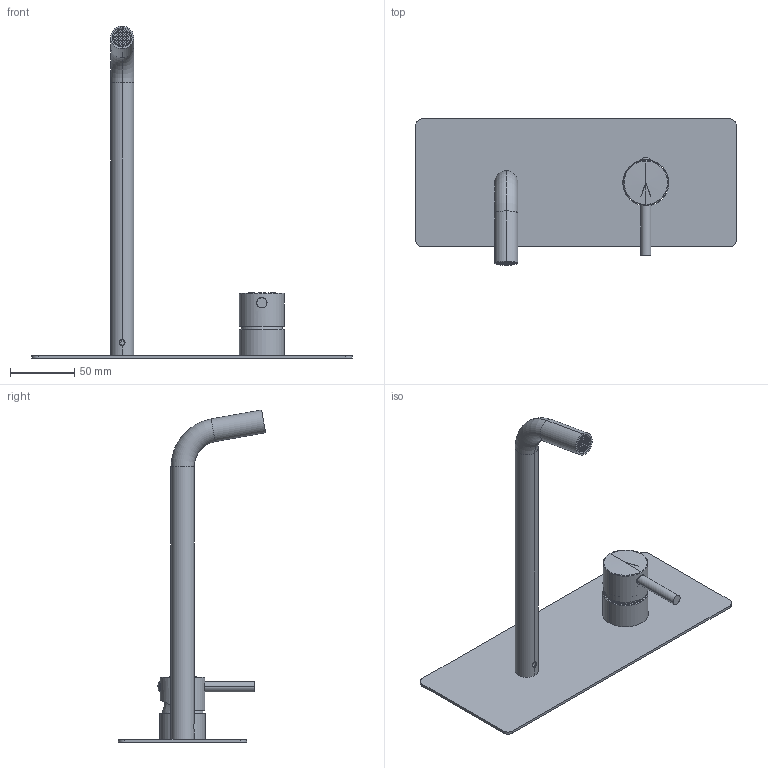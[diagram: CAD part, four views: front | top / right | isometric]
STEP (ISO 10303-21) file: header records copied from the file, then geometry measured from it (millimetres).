
FILE_DESCRIPTION((''),'2;1');
FILE_NAME('LIG106CR','2021-11-04T12:56:14',('ut3'),('PAFFONI SpA'),'CREO PARAMETRIC BY PTC INC, 2020044','CREO PARAMETRIC BY PTC INC, 2020044','');
FILE_SCHEMA(('CONFIG_CONTROL_DESIGN','SHAPE_APPEARANCE_LAYERS_GROUPS'));
Length unit declared in the file: millimetre
Products named in the file (1): LIG106CR
Bounding box: 250 x 114.78 x 259.08 mm (x, y, z)
Volume: 127764.7 mm3; surface area: 103442.6 mm2
Topology: 2 solids, 2 shells, 953 faces, 2571 edges, 1552 vertices
Faces by surface type: cylinder 485, plane 238, torus 71, sphere 70, cone 61, bspline 28
Entity records: 46524 total; most frequent: CARTESIAN_POINT 15639, DIRECTION 5011, ORIENTED_EDGE 5004, EDGE_CURVE 2502, AXIS2_PLACEMENT_3D 2032, VERTEX_POINT 1552, EDGE_LOOP 1214, CIRCLE 1107
